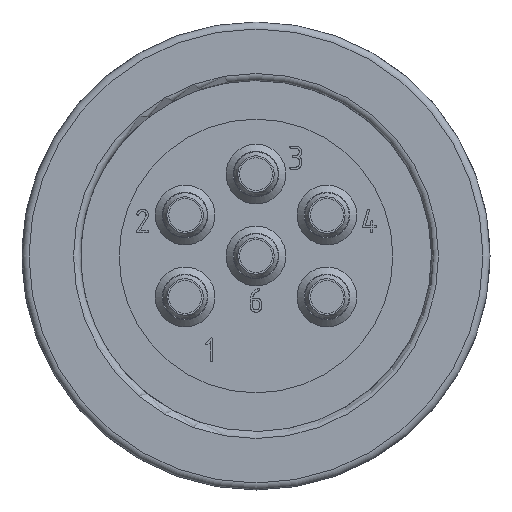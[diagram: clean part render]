
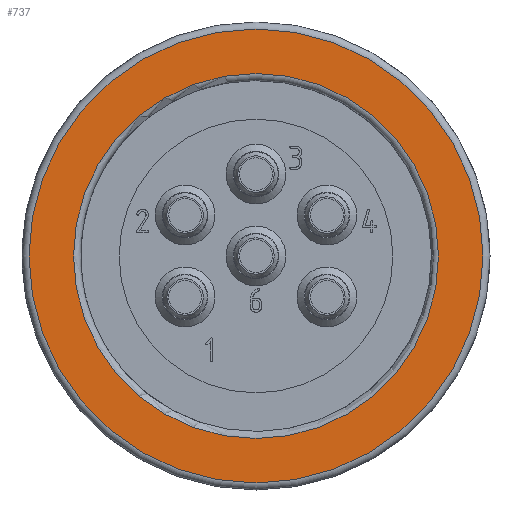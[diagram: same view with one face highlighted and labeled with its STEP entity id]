
A CAD part, left-side view. The second image highlights one B-rep face of the part: STEP entity #737.
In plain terms, the highlighted planar face has unit normal (-1, 0, 0).
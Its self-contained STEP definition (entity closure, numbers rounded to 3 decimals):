
#737=ADVANCED_FACE('',(#1048,#1049),#950,.T.);
#950=PLANE('',#3202);
#1048=FACE_BOUND('',#1271,.T.);
#1049=FACE_BOUND('',#1272,.T.);
#1271=EDGE_LOOP('',(#1605));
#1272=EDGE_LOOP('',(#1606));
#1605=ORIENTED_EDGE('',*,*,#2658,.T.);
#1606=ORIENTED_EDGE('',*,*,#2659,.T.);
#2368=VERTEX_POINT('',#4346);
#2369=VERTEX_POINT('',#4348);
#2658=EDGE_CURVE('',#2368,#2368,#3040,.T.);
#2659=EDGE_CURVE('',#2369,#2369,#3041,.T.);
#3040=CIRCLE('',#3200,9.7);
#3041=CIRCLE('',#3201,7.8);
#3200=AXIS2_PLACEMENT_3D('',#4345,#3544,#3545);
#3201=AXIS2_PLACEMENT_3D('',#4347,#3546,#3547);
#3202=AXIS2_PLACEMENT_3D('',#4349,#3548,#3549);
#3544=DIRECTION('',(-1.,0.,0.));
#3545=DIRECTION('',(0.,0.,1.));
#3546=DIRECTION('',(1.,0.,0.));
#3547=DIRECTION('',(0.,0.,1.));
#3548=DIRECTION('',(-1.,0.,0.));
#3549=DIRECTION('',(0.,0.,1.));
#4345=CARTESIAN_POINT('',(0.5,0.05,0.));
#4346=CARTESIAN_POINT('',(0.5,0.05,9.7));
#4347=CARTESIAN_POINT('',(0.5,0.05,0.));
#4348=CARTESIAN_POINT('',(0.5,0.05,7.8));
#4349=CARTESIAN_POINT('',(0.5,0.05,0.));
